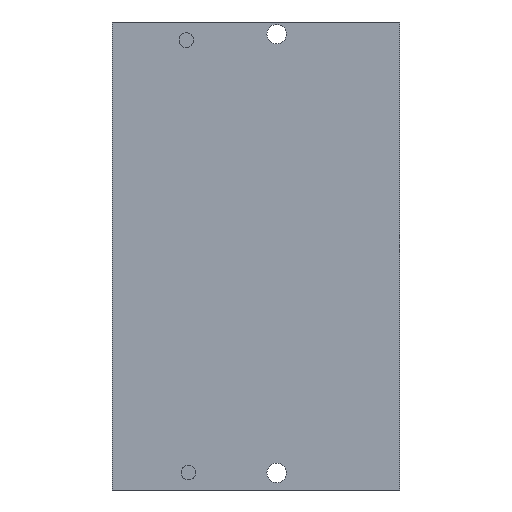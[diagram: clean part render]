
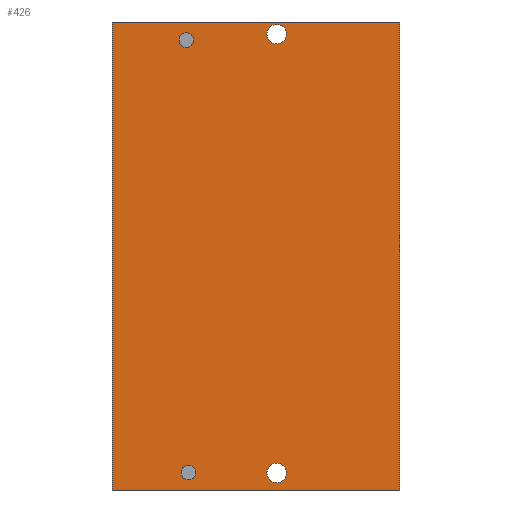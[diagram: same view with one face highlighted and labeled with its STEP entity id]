
A CAD part, front view. The second image highlights one B-rep face of the part: STEP entity #426.
In plain terms, the highlighted planar face has unit normal (0, -1, 0).
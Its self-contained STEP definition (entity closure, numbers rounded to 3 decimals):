
#9 = EDGE_CURVE ( 'NONE', #2495, #2090, #285, .T. ) ;
#20 = CARTESIAN_POINT ( 'NONE',  ( 11.706, -21., 92.279 ) ) ;
#112 = VERTEX_POINT ( 'NONE', #1842 ) ;
#122 = CARTESIAN_POINT ( 'NONE',  ( 14.706, -21., 92.279 ) ) ;
#211 = CARTESIAN_POINT ( 'NONE',  ( 13.206, -21., 92.279 ) ) ;
#260 = ORIENTED_EDGE ( 'NONE', *, *, #2755, .F. ) ;
#264 = ORIENTED_EDGE ( 'NONE', *, *, #1643, .F. ) ;
#267 = DIRECTION ( 'NONE',  ( 0., -1., 0. ) ) ;
#281 = DIRECTION ( 'NONE',  ( 0., 0., -1. ) ) ;
#285 = CIRCLE ( 'NONE', #2003, 1.5 ) ;
#290 = DIRECTION ( 'NONE',  ( 0., 0., -1. ) ) ;
#319 = DIRECTION ( 'NONE',  ( 0., 0., -1. ) ) ;
#369 = LINE ( 'NONE', #1349, #445 ) ;
#373 = EDGE_CURVE ( 'NONE', #1759, #112, #911, .T. ) ;
#374 = CARTESIAN_POINT ( 'NONE',  ( -2., -21., 96. ) ) ;
#397 = DIRECTION ( 'NONE',  ( 0., 0., -1. ) ) ;
#421 = EDGE_CURVE ( 'NONE', #2468, #2631, #2210, .T. ) ;
#423 = CARTESIAN_POINT ( 'NONE',  ( 57., -21., 0. ) ) ;
#426 = ADVANCED_FACE ( 'NONE', ( #1019, #3002, #1961, #3213, #1761 ), #496, .T. ) ;
#445 = VECTOR ( 'NONE', #3103, 1000. ) ;
#454 = AXIS2_PLACEMENT_3D ( 'NONE', #1271, #569, #290 ) ;
#464 = ORIENTED_EDGE ( 'NONE', *, *, #3143, .T. ) ;
#487 = EDGE_LOOP ( 'NONE', ( #2282, #2042 ) ) ;
#496 = PLANE ( 'NONE',  #2356 ) ;
#564 = CIRCLE ( 'NONE', #1638, 2. ) ;
#569 = DIRECTION ( 'NONE',  ( 0., -1., 0. ) ) ;
#659 = VECTOR ( 'NONE', #397, 1000. ) ;
#672 = ORIENTED_EDGE ( 'NONE', *, *, #1351, .F. ) ;
#678 = VERTEX_POINT ( 'NONE', #2080 ) ;
#716 = CARTESIAN_POINT ( 'NONE',  ( -2., -21., 96. ) ) ;
#728 = DIRECTION ( 'NONE',  ( 0., -1., 0. ) ) ;
#810 = CARTESIAN_POINT ( 'NONE',  ( 13.626, -21., 3.565 ) ) ;
#832 = CARTESIAN_POINT ( 'NONE',  ( 31.75, -21., 5.5 ) ) ;
#844 = CARTESIAN_POINT ( 'NONE',  ( 31.75, -21., 93.5 ) ) ;
#894 = EDGE_LOOP ( 'NONE', ( #672, #2185 ) ) ;
#911 = CIRCLE ( 'NONE', #1116, 2. ) ;
#944 = VERTEX_POINT ( 'NONE', #1545 ) ;
#971 = DIRECTION ( 'NONE',  ( 0., 0., -1. ) ) ;
#979 = VECTOR ( 'NONE', #3157, 1000. ) ;
#1019 = FACE_BOUND ( 'NONE', #1607, .T. ) ;
#1021 = VERTEX_POINT ( 'NONE', #2559 ) ;
#1060 = CARTESIAN_POINT ( 'NONE',  ( 12.126, -21., 3.565 ) ) ;
#1116 = AXIS2_PLACEMENT_3D ( 'NONE', #2478, #1250, #2931 ) ;
#1144 = CARTESIAN_POINT ( 'NONE',  ( 0., -21., 96. ) ) ;
#1198 = LINE ( 'NONE', #716, #1278 ) ;
#1211 = DIRECTION ( 'NONE',  ( 0., 0., -1. ) ) ;
#1250 = DIRECTION ( 'NONE',  ( 0., -1., 0. ) ) ;
#1271 = CARTESIAN_POINT ( 'NONE',  ( 31.75, -21., 3.5 ) ) ;
#1278 = VECTOR ( 'NONE', #1825, 1000. ) ;
#1347 = EDGE_CURVE ( 'NONE', #2986, #1021, #1198, .T. ) ;
#1349 = CARTESIAN_POINT ( 'NONE',  ( 0., -21., 0. ) ) ;
#1351 = EDGE_CURVE ( 'NONE', #2090, #2495, #2513, .T. ) ;
#1437 = CIRCLE ( 'NONE', #2368, 2. ) ;
#1447 = ORIENTED_EDGE ( 'NONE', *, *, #2841, .F. ) ;
#1490 = CARTESIAN_POINT ( 'NONE',  ( 0., -21., 96. ) ) ;
#1499 = ORIENTED_EDGE ( 'NONE', *, *, #421, .F. ) ;
#1545 = CARTESIAN_POINT ( 'NONE',  ( 31.75, -21., 1.5 ) ) ;
#1607 = EDGE_LOOP ( 'NONE', ( #264, #1499 ) ) ;
#1638 = AXIS2_PLACEMENT_3D ( 'NONE', #844, #2836, #2574 ) ;
#1643 = EDGE_CURVE ( 'NONE', #2631, #2468, #2409, .T. ) ;
#1673 = EDGE_LOOP ( 'NONE', ( #3216, #3104, #464, #2258 ) ) ;
#1679 = AXIS2_PLACEMENT_3D ( 'NONE', #810, #2288, #319 ) ;
#1759 = VERTEX_POINT ( 'NONE', #2070 ) ;
#1761 = FACE_OUTER_BOUND ( 'NONE', #1673, .T. ) ;
#1825 = DIRECTION ( 'NONE',  ( 0., 0., -1. ) ) ;
#1842 = CARTESIAN_POINT ( 'NONE',  ( 31.75, -21., 95.5 ) ) ;
#1902 = VERTEX_POINT ( 'NONE', #423 ) ;
#1907 = CARTESIAN_POINT ( 'NONE',  ( 57., -21., 96. ) ) ;
#1919 = CARTESIAN_POINT ( 'NONE',  ( 15.126, -21., 3.565 ) ) ;
#1935 = EDGE_CURVE ( 'NONE', #1902, #1021, #369, .T. ) ;
#1961 = FACE_BOUND ( 'NONE', #487, .T. ) ;
#1976 = DIRECTION ( 'NONE',  ( 0., -1., 0. ) ) ;
#2003 = AXIS2_PLACEMENT_3D ( 'NONE', #2938, #2794, #3075 ) ;
#2042 = ORIENTED_EDGE ( 'NONE', *, *, #3030, .F. ) ;
#2070 = CARTESIAN_POINT ( 'NONE',  ( 31.75, -21., 91.5 ) ) ;
#2080 = CARTESIAN_POINT ( 'NONE',  ( 57., -21., 96. ) ) ;
#2090 = VERTEX_POINT ( 'NONE', #1919 ) ;
#2185 = ORIENTED_EDGE ( 'NONE', *, *, #9, .F. ) ;
#2210 = CIRCLE ( 'NONE', #2933, 1.5 ) ;
#2225 = CARTESIAN_POINT ( 'NONE',  ( 13.206, -21., 92.279 ) ) ;
#2258 = ORIENTED_EDGE ( 'NONE', *, *, #1347, .T. ) ;
#2282 = ORIENTED_EDGE ( 'NONE', *, *, #373, .F. ) ;
#2288 = DIRECTION ( 'NONE',  ( 0., -1., 0. ) ) ;
#2356 = AXIS2_PLACEMENT_3D ( 'NONE', #1490, #1976, #281 ) ;
#2368 = AXIS2_PLACEMENT_3D ( 'NONE', #2433, #2957, #2636 ) ;
#2408 = LINE ( 'NONE', #1144, #979 ) ;
#2409 = CIRCLE ( 'NONE', #2825, 1.5 ) ;
#2433 = CARTESIAN_POINT ( 'NONE',  ( 31.75, -21., 3.5 ) ) ;
#2468 = VERTEX_POINT ( 'NONE', #20 ) ;
#2478 = CARTESIAN_POINT ( 'NONE',  ( 31.75, -21., 93.5 ) ) ;
#2495 = VERTEX_POINT ( 'NONE', #1060 ) ;
#2513 = CIRCLE ( 'NONE', #1679, 1.5 ) ;
#2559 = CARTESIAN_POINT ( 'NONE',  ( -2., -21., 0. ) ) ;
#2574 = DIRECTION ( 'NONE',  ( 0., 0., -1. ) ) ;
#2631 = VERTEX_POINT ( 'NONE', #122 ) ;
#2636 = DIRECTION ( 'NONE',  ( 0., 0., -1. ) ) ;
#2755 = EDGE_CURVE ( 'NONE', #3089, #944, #1437, .T. ) ;
#2794 = DIRECTION ( 'NONE',  ( 0., -1., 0. ) ) ;
#2825 = AXIS2_PLACEMENT_3D ( 'NONE', #211, #728, #1211 ) ;
#2836 = DIRECTION ( 'NONE',  ( 0., -1., 0. ) ) ;
#2841 = EDGE_CURVE ( 'NONE', #944, #3089, #3147, .T. ) ;
#2881 = LINE ( 'NONE', #1907, #659 ) ;
#2901 = EDGE_LOOP ( 'NONE', ( #1447, #260 ) ) ;
#2931 = DIRECTION ( 'NONE',  ( 0., 0., -1. ) ) ;
#2933 = AXIS2_PLACEMENT_3D ( 'NONE', #2225, #267, #971 ) ;
#2938 = CARTESIAN_POINT ( 'NONE',  ( 13.626, -21., 3.565 ) ) ;
#2957 = DIRECTION ( 'NONE',  ( 0., -1., 0. ) ) ;
#2986 = VERTEX_POINT ( 'NONE', #374 ) ;
#3002 = FACE_BOUND ( 'NONE', #894, .T. ) ;
#3030 = EDGE_CURVE ( 'NONE', #112, #1759, #564, .T. ) ;
#3075 = DIRECTION ( 'NONE',  ( 0., 0., -1. ) ) ;
#3089 = VERTEX_POINT ( 'NONE', #832 ) ;
#3103 = DIRECTION ( 'NONE',  ( -1., 0., 0. ) ) ;
#3104 = ORIENTED_EDGE ( 'NONE', *, *, #3135, .F. ) ;
#3135 = EDGE_CURVE ( 'NONE', #678, #1902, #2881, .T. ) ;
#3143 = EDGE_CURVE ( 'NONE', #678, #2986, #2408, .T. ) ;
#3147 = CIRCLE ( 'NONE', #454, 2. ) ;
#3157 = DIRECTION ( 'NONE',  ( -1., 0., 0. ) ) ;
#3213 = FACE_BOUND ( 'NONE', #2901, .T. ) ;
#3216 = ORIENTED_EDGE ( 'NONE', *, *, #1935, .F. ) ;
